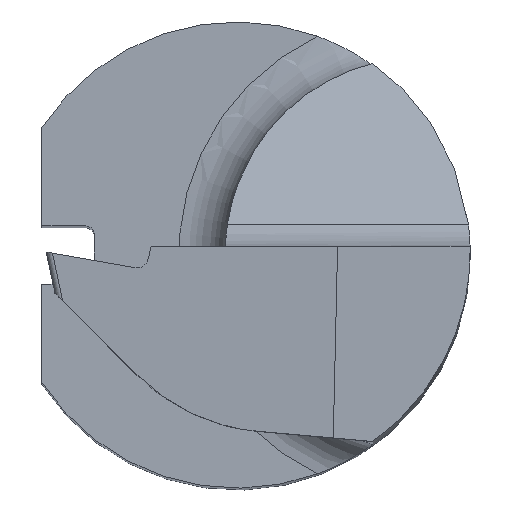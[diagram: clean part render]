
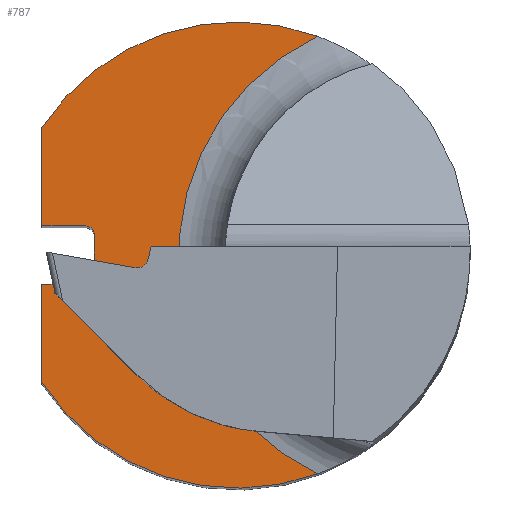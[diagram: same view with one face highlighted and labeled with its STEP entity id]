
A CAD part, top view. The second image highlights one B-rep face of the part: STEP entity #787.
In plain terms, the highlighted planar face has unit normal (0, 0, 1).
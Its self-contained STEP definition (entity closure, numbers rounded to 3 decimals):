
#2 = VERTEX_POINT ( 'NONE', #727 ) ;
#21 = DIRECTION ( 'NONE',  ( 0., 0., 1. ) ) ;
#23 = VERTEX_POINT ( 'NONE', #103 ) ;
#28 = LINE ( 'NONE', #349, #902 ) ;
#32 = VECTOR ( 'NONE', #443, 1000. ) ;
#42 = CIRCLE ( 'NONE', #648, 0.15 ) ;
#48 = VERTEX_POINT ( 'NONE', #524 ) ;
#50 = CARTESIAN_POINT ( 'NONE',  ( -2.45, -0.35, 20. ) ) ;
#66 = CARTESIAN_POINT ( 'NONE',  ( 0., 0., 20. ) ) ;
#79 = EDGE_CURVE ( 'NONE', #1018, #918, #436, .T. ) ;
#94 = AXIS2_PLACEMENT_3D ( 'NONE', #66, #398, #881 ) ;
#103 = CARTESIAN_POINT ( 'NONE',  ( 1.38, -3.755, 20. ) ) ;
#107 = LINE ( 'NONE', #754, #32 ) ;
#131 = DIRECTION ( 'NONE',  ( -1., 0., 0. ) ) ;
#136 = DIRECTION ( 'NONE',  ( 0., 0., 1. ) ) ;
#151 = CARTESIAN_POINT ( 'NONE',  ( -3.35, -2.186, 20. ) ) ;
#165 = EDGE_CURVE ( 'NONE', #2, #815, #107, .T. ) ;
#176 = DIRECTION ( 'NONE',  ( 0., 1., 0. ) ) ;
#220 = ORIENTED_EDGE ( 'NONE', *, *, #320, .F. ) ;
#231 = ORIENTED_EDGE ( 'NONE', *, *, #579, .F. ) ;
#238 = CIRCLE ( 'NONE', #578, 0.15 ) ;
#250 = CARTESIAN_POINT ( 'NONE',  ( -3.35, 2.186, 20. ) ) ;
#253 = CARTESIAN_POINT ( 'NONE',  ( -2.6, 0.5, 20. ) ) ;
#270 = VECTOR ( 'NONE', #598, 1000. ) ;
#285 = CARTESIAN_POINT ( 'NONE',  ( -64.95, -0.5, 20. ) ) ;
#286 = ORIENTED_EDGE ( 'NONE', *, *, #79, .F. ) ;
#298 = LINE ( 'NONE', #285, #664 ) ;
#311 = CARTESIAN_POINT ( 'NONE',  ( -3.35, -0.5, 20. ) ) ;
#320 = EDGE_CURVE ( 'NONE', #48, #583, #882, .T. ) ;
#327 = ORIENTED_EDGE ( 'NONE', *, *, #770, .F. ) ;
#342 = DIRECTION ( 'NONE',  ( -1., 0., 0. ) ) ;
#349 = CARTESIAN_POINT ( 'NONE',  ( -3.35, 2.186, 20. ) ) ;
#379 = PLANE ( 'NONE',  #1028 ) ;
#398 = DIRECTION ( 'NONE',  ( 0., 0., -1. ) ) ;
#423 = CIRCLE ( 'NONE', #94, 4. ) ;
#431 = ORIENTED_EDGE ( 'NONE', *, *, #165, .T. ) ;
#436 = LINE ( 'NONE', #453, #270 ) ;
#443 = DIRECTION ( 'NONE',  ( 0., -1., 0. ) ) ;
#444 = VECTOR ( 'NONE', #176, 1000. ) ;
#453 = CARTESIAN_POINT ( 'NONE',  ( -64.95, 0.5, 20. ) ) ;
#458 = ORIENTED_EDGE ( 'NONE', *, *, #599, .T. ) ;
#461 = DIRECTION ( 'NONE',  ( -1., 0., 0. ) ) ;
#466 = CARTESIAN_POINT ( 'NONE',  ( 0.104, -0.291, 20. ) ) ;
#473 = AXIS2_PLACEMENT_3D ( 'NONE', #957, #954, #778 ) ;
#477 = CARTESIAN_POINT ( 'NONE',  ( -3.35, 0.5, 20. ) ) ;
#488 = VERTEX_POINT ( 'NONE', #983 ) ;
#524 = CARTESIAN_POINT ( 'NONE',  ( -3.35, 2.186, 20. ) ) ;
#531 = EDGE_LOOP ( 'NONE', ( #220, #980, #286, #660, #431, #327, #458, #231, #999, #1056 ) ) ;
#578 = AXIS2_PLACEMENT_3D ( 'NONE', #760, #21, #342 ) ;
#579 = EDGE_CURVE ( 'NONE', #903, #932, #28, .T. ) ;
#583 = VERTEX_POINT ( 'NONE', #686 ) ;
#598 = DIRECTION ( 'NONE',  ( -1., 0., 0. ) ) ;
#599 = EDGE_CURVE ( 'NONE', #488, #932, #298, .T. ) ;
#648 = AXIS2_PLACEMENT_3D ( 'NONE', #703, #136, #131 ) ;
#660 = ORIENTED_EDGE ( 'NONE', *, *, #820, .F. ) ;
#664 = VECTOR ( 'NONE', #461, 1000. ) ;
#686 = CARTESIAN_POINT ( 'NONE',  ( 1.38, 3.755, 20. ) ) ;
#691 = DIRECTION ( 'NONE',  ( 0., 1., 0. ) ) ;
#703 = CARTESIAN_POINT ( 'NONE',  ( -2.6, 0.35, 20. ) ) ;
#712 = DIRECTION ( 'NONE',  ( -1., 0., 0. ) ) ;
#727 = CARTESIAN_POINT ( 'NONE',  ( -2.45, 0.35, 20. ) ) ;
#733 = CIRCLE ( 'NONE', #852, 4.152 ) ;
#742 = EDGE_CURVE ( 'NONE', #918, #48, #1015, .T. ) ;
#754 = CARTESIAN_POINT ( 'NONE',  ( -2.45, 0.5, 20. ) ) ;
#760 = CARTESIAN_POINT ( 'NONE',  ( -2.6, -0.35, 20. ) ) ;
#770 = EDGE_CURVE ( 'NONE', #488, #815, #238, .T. ) ;
#778 = DIRECTION ( 'NONE',  ( -1., 0., 0. ) ) ;
#781 = EDGE_CURVE ( 'NONE', #23, #903, #423, .T. ) ;
#787 = ADVANCED_FACE ( 'NONE', ( #964 ), #379, .T. ) ;
#802 = DIRECTION ( 'NONE',  ( 0., 0., 1. ) ) ;
#815 = VERTEX_POINT ( 'NONE', #50 ) ;
#820 = EDGE_CURVE ( 'NONE', #2, #1018, #42, .T. ) ;
#852 = AXIS2_PLACEMENT_3D ( 'NONE', #1000, #1071, #1066 ) ;
#881 = DIRECTION ( 'NONE',  ( -1., 0., 0. ) ) ;
#882 = CIRCLE ( 'NONE', #473, 4. ) ;
#902 = VECTOR ( 'NONE', #691, 1000. ) ;
#903 = VERTEX_POINT ( 'NONE', #151 ) ;
#918 = VERTEX_POINT ( 'NONE', #477 ) ;
#923 = EDGE_CURVE ( 'NONE', #583, #23, #733, .T. ) ;
#932 = VERTEX_POINT ( 'NONE', #311 ) ;
#954 = DIRECTION ( 'NONE',  ( 0., 0., -1. ) ) ;
#957 = CARTESIAN_POINT ( 'NONE',  ( 0., 0., 20. ) ) ;
#964 = FACE_OUTER_BOUND ( 'NONE', #531, .T. ) ;
#980 = ORIENTED_EDGE ( 'NONE', *, *, #742, .F. ) ;
#983 = CARTESIAN_POINT ( 'NONE',  ( -2.6, -0.5, 20. ) ) ;
#999 = ORIENTED_EDGE ( 'NONE', *, *, #781, .F. ) ;
#1000 = CARTESIAN_POINT ( 'NONE',  ( 3.152, 0., 20. ) ) ;
#1015 = LINE ( 'NONE', #250, #444 ) ;
#1018 = VERTEX_POINT ( 'NONE', #253 ) ;
#1028 = AXIS2_PLACEMENT_3D ( 'NONE', #466, #802, #712 ) ;
#1056 = ORIENTED_EDGE ( 'NONE', *, *, #923, .F. ) ;
#1066 = DIRECTION ( 'NONE',  ( -1., 0., 0. ) ) ;
#1071 = DIRECTION ( 'NONE',  ( 0., 0., 1. ) ) ;
